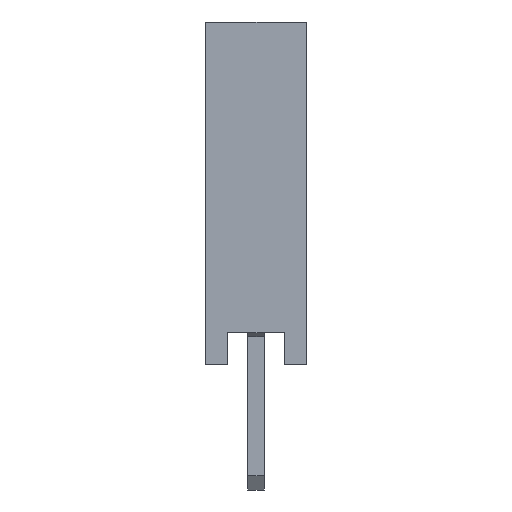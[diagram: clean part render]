
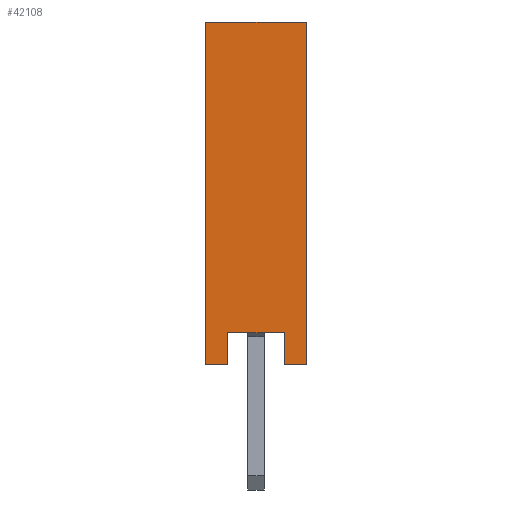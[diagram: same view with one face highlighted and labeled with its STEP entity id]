
A CAD part, left-side view. The second image highlights one B-rep face of the part: STEP entity #42108.
In plain terms, the highlighted planar face has unit normal (-1, 0, 0).
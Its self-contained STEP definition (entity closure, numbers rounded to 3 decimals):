
#6532=ORIENTED_EDGE('',*,*,#13044,.F.);
#6533=ORIENTED_EDGE('',*,*,#13029,.F.);
#6534=ORIENTED_EDGE('',*,*,#13041,.F.);
#6535=ORIENTED_EDGE('',*,*,#13049,.T.);
#6536=ORIENTED_EDGE('',*,*,#13043,.T.);
#6537=ORIENTED_EDGE('',*,*,#13031,.F.);
#6538=ORIENTED_EDGE('',*,*,#13048,.F.);
#6539=ORIENTED_EDGE('',*,*,#13046,.F.);
#13029=EDGE_CURVE('',#16455,#16452,#19909,.T.);
#13031=EDGE_CURVE('',#16456,#16458,#19911,.T.);
#13041=EDGE_CURVE('',#16464,#16455,#19921,.T.);
#13043=EDGE_CURVE('',#16465,#16458,#19923,.T.);
#13044=EDGE_CURVE('',#16452,#16466,#19924,.T.);
#13046=EDGE_CURVE('',#16466,#16467,#19926,.T.);
#13048=EDGE_CURVE('',#16467,#16456,#19928,.T.);
#13049=EDGE_CURVE('',#16464,#16465,#19929,.T.);
#16452=VERTEX_POINT('',#60369);
#16455=VERTEX_POINT('',#60374);
#16456=VERTEX_POINT('',#60378);
#16458=VERTEX_POINT('',#60381);
#16464=VERTEX_POINT('',#60398);
#16465=VERTEX_POINT('',#60402);
#16466=VERTEX_POINT('',#60406);
#16467=VERTEX_POINT('',#60410);
#19909=LINE('',#60375,#23973);
#19911=LINE('',#60380,#23975);
#19921=LINE('',#60399,#23985);
#19923=LINE('',#60403,#23987);
#19924=LINE('',#60405,#23988);
#19926=LINE('',#60409,#23990);
#19928=LINE('',#60413,#23992);
#19929=LINE('',#60415,#23993);
#23973=VECTOR('',#50247,1000.);
#23975=VECTOR('',#50251,1000.);
#23985=VECTOR('',#50265,1000.);
#23987=VECTOR('',#50269,1000.);
#23988=VECTOR('',#50272,1000.);
#23990=VECTOR('',#50276,1000.);
#23992=VECTOR('',#50280,1000.);
#23993=VECTOR('',#50283,1000.);
#25646=EDGE_LOOP('',(#6532,#6533,#6534,#6535,#6536,#6537,#6538,#6539));
#27376=FACE_BOUND('',#25646,.T.);
#29066=PLANE('',#43925);
#42108=ADVANCED_FACE('',(#27376),#29066,.F.);
#43925=AXIS2_PLACEMENT_3D('',#60414,#50281,#50282);
#50247=DIRECTION('',(0.,1.,0.));
#50251=DIRECTION('',(0.,1.,0.));
#50265=DIRECTION('',(0.,0.,-1.));
#50269=DIRECTION('',(0.,0.,-1.));
#50272=DIRECTION('',(0.,0.,1.));
#50276=DIRECTION('',(0.,1.,0.));
#50280=DIRECTION('',(0.,0.,-1.));
#50281=DIRECTION('',(1.,0.,0.));
#50282=DIRECTION('',(0.,0.,-1.));
#50283=DIRECTION('',(0.,1.,0.));
#60369=CARTESIAN_POINT('',(-51.05,-0.7,-4.25));
#60374=CARTESIAN_POINT('',(-51.05,-1.25,-4.25));
#60375=CARTESIAN_POINT('',(-51.05,-1.25,-4.25));
#60378=CARTESIAN_POINT('',(-51.05,0.7,-4.25));
#60380=CARTESIAN_POINT('',(-51.05,-1.25,-4.25));
#60381=CARTESIAN_POINT('',(-51.05,1.25,-4.25));
#60398=CARTESIAN_POINT('',(-51.05,-1.25,4.25));
#60399=CARTESIAN_POINT('',(-51.05,-1.25,4.25));
#60402=CARTESIAN_POINT('',(-51.05,1.25,4.25));
#60403=CARTESIAN_POINT('',(-51.05,1.25,4.25));
#60405=CARTESIAN_POINT('',(-51.05,-0.7,4.25));
#60406=CARTESIAN_POINT('',(-51.05,-0.7,-3.45));
#60409=CARTESIAN_POINT('',(-51.05,-1.25,-3.45));
#60410=CARTESIAN_POINT('',(-51.05,0.7,-3.45));
#60413=CARTESIAN_POINT('',(-51.05,0.7,4.25));
#60414=CARTESIAN_POINT('',(-51.05,-1.25,4.25));
#60415=CARTESIAN_POINT('',(-51.05,-1.25,4.25));
